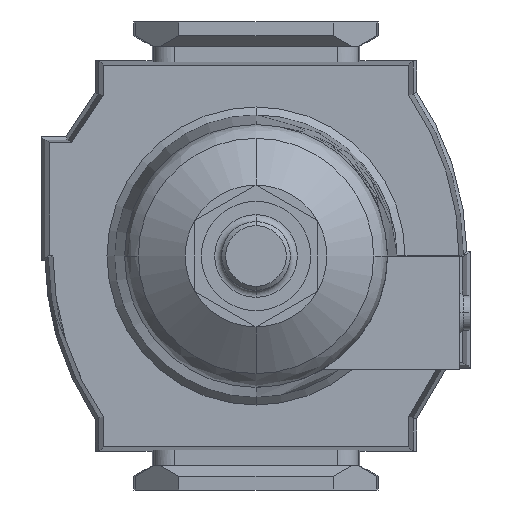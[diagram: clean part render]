
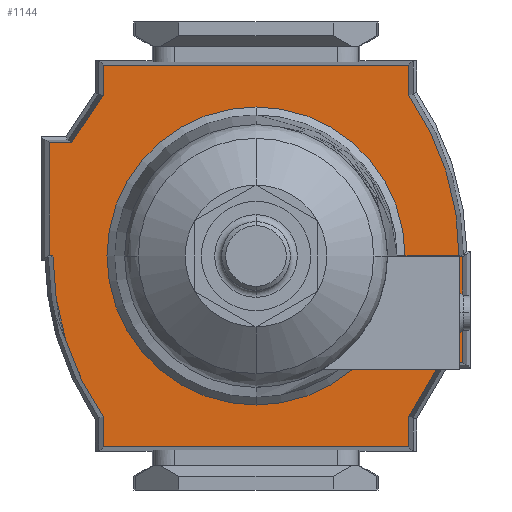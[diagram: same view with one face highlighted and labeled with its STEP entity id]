
A CAD part, front view. The second image highlights one B-rep face of the part: STEP entity #1144.
In plain terms, the highlighted planar face has unit normal (0, -1, 0).
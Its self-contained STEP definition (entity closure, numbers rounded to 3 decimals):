
#43 = CARTESIAN_POINT ( 'NONE',  ( 0., -38.5, -11.6 ) ) ;
#246 = ORIENTED_EDGE ( 'NONE', *, *, #3637, .F. ) ;
#286 = CARTESIAN_POINT ( 'NONE',  ( 27.75, -38.5, 22.2 ) ) ;
#334 = LINE ( 'NONE', #8017, #4588 ) ;
#389 = CARTESIAN_POINT ( 'NONE',  ( -27.75, -38.5, -22.2 ) ) ;
#404 = LINE ( 'NONE', #4704, #2037 ) ;
#442 = EDGE_CURVE ( 'NONE', #3020, #7709, #3744, .T. ) ;
#443 = EDGE_CURVE ( 'NONE', #5036, #6679, #7198, .T. ) ;
#465 = CARTESIAN_POINT ( 'NONE',  ( -15.5, -38.5, -26.8 ) ) ;
#521 = DIRECTION ( 'NONE',  ( -1., 0., 0. ) ) ;
#523 = ORIENTED_EDGE ( 'NONE', *, *, #3524, .F. ) ;
#673 = ORIENTED_EDGE ( 'NONE', *, *, #3778, .F. ) ;
#781 = CARTESIAN_POINT ( 'NONE',  ( 16.5, -38.5, 30. ) ) ;
#841 = CARTESIAN_POINT ( 'NONE',  ( -15.5, -38.5, -26.8 ) ) ;
#891 = VECTOR ( 'NONE', #6285, 1000. ) ;
#982 = CARTESIAN_POINT ( 'NONE',  ( 0.1, -38.5, 29.5 ) ) ;
#1017 = DIRECTION ( 'NONE',  ( 0., 1., 0. ) ) ;
#1049 = VERTEX_POINT ( 'NONE', #2038 ) ;
#1062 = VECTOR ( 'NONE', #6785, 1000. ) ;
#1133 = LINE ( 'NONE', #465, #1220 ) ;
#1144 = ADVANCED_FACE ( 'NONE', ( #3581 ), #4429, .T. ) ;
#1146 = CARTESIAN_POINT ( 'NONE',  ( 27.75, -38.5, 22.2 ) ) ;
#1220 = VECTOR ( 'NONE', #6113, 1000. ) ;
#1489 = CARTESIAN_POINT ( 'NONE',  ( -27.75, -38.5, -22.2 ) ) ;
#1574 = EDGE_CURVE ( 'NONE', #6679, #2727, #2941, .T. ) ;
#1660 = DIRECTION ( 'NONE',  ( 0., 0., 1. ) ) ;
#1674 = EDGE_CURVE ( 'NONE', #7854, #2432, #8986, .T. ) ;
#1770 = DIRECTION ( 'NONE',  ( 1., 0., 0. ) ) ;
#1774 = VECTOR ( 'NONE', #5261, 1000. ) ;
#1834 = VERTEX_POINT ( 'NONE', #2383 ) ;
#1849 = VECTOR ( 'NONE', #6480, 1000. ) ;
#1869 = DIRECTION ( 'NONE',  ( 1., 0., 0. ) ) ;
#1889 = CARTESIAN_POINT ( 'NONE',  ( -15.5, -38.5, -30. ) ) ;
#1910 = ORIENTED_EDGE ( 'NONE', *, *, #443, .F. ) ;
#2037 = VECTOR ( 'NONE', #3157, 1000. ) ;
#2038 = CARTESIAN_POINT ( 'NONE',  ( 0.1, -38.5, 30. ) ) ;
#2243 = EDGE_CURVE ( 'NONE', #5001, #5036, #1133, .T. ) ;
#2248 = DIRECTION ( 'NONE',  ( 0., 0., -1. ) ) ;
#2276 = DIRECTION ( 'NONE',  ( 0., -1., 0. ) ) ;
#2311 = EDGE_CURVE ( 'NONE', #2727, #4864, #4993, .T. ) ;
#2354 = VERTEX_POINT ( 'NONE', #982 ) ;
#2358 = DIRECTION ( 'NONE',  ( 0., 0., -1. ) ) ;
#2361 = CARTESIAN_POINT ( 'NONE',  ( -27.75, -38.5, 22.2 ) ) ;
#2383 = CARTESIAN_POINT ( 'NONE',  ( 16.5, -38.5, 30. ) ) ;
#2403 = ORIENTED_EDGE ( 'NONE', *, *, #4220, .F. ) ;
#2432 = VERTEX_POINT ( 'NONE', #6355 ) ;
#2603 = AXIS2_PLACEMENT_3D ( 'NONE', #43, #3579, #6398 ) ;
#2624 = DIRECTION ( 'NONE',  ( 0., 0., -1. ) ) ;
#2639 = CARTESIAN_POINT ( 'NONE',  ( -27.75, -38.5, 22.2 ) ) ;
#2668 = LINE ( 'NONE', #6062, #6602 ) ;
#2727 = VERTEX_POINT ( 'NONE', #389 ) ;
#2735 = EDGE_CURVE ( 'NONE', #7981, #7854, #6205, .T. ) ;
#2819 = CARTESIAN_POINT ( 'NONE',  ( -0.1, -38.5, -29.5 ) ) ;
#2941 = LINE ( 'NONE', #1489, #6364 ) ;
#3020 = VERTEX_POINT ( 'NONE', #6291 ) ;
#3157 = DIRECTION ( 'NONE',  ( 0., 0., 1. ) ) ;
#3223 = VERTEX_POINT ( 'NONE', #8037 ) ;
#3423 = LINE ( 'NONE', #781, #891 ) ;
#3524 = EDGE_CURVE ( 'NONE', #4529, #3020, #4660, .T. ) ;
#3579 = DIRECTION ( 'NONE',  ( 0., 1., 0. ) ) ;
#3581 = FACE_OUTER_BOUND ( 'NONE', #8329, .T. ) ;
#3637 = EDGE_CURVE ( 'NONE', #6614, #7095, #5075, .T. ) ;
#3744 = LINE ( 'NONE', #1146, #7682 ) ;
#3778 = EDGE_CURVE ( 'NONE', #7095, #2354, #6555, .T. ) ;
#3840 = DIRECTION ( 'NONE',  ( 0., 1., 0. ) ) ;
#3889 = ORIENTED_EDGE ( 'NONE', *, *, #6342, .F. ) ;
#3906 = CARTESIAN_POINT ( 'NONE',  ( 0., -38.5, 11.6 ) ) ;
#3963 = CARTESIAN_POINT ( 'NONE',  ( -0.1, -38.5, -30. ) ) ;
#4072 = CARTESIAN_POINT ( 'NONE',  ( 23.383, -38.5, -22.2 ) ) ;
#4089 = CARTESIAN_POINT ( 'NONE',  ( 16.5, -38.5, 26.8 ) ) ;
#4093 = VECTOR ( 'NONE', #521, 1000. ) ;
#4213 = ORIENTED_EDGE ( 'NONE', *, *, #1674, .F. ) ;
#4220 = EDGE_CURVE ( 'NONE', #4864, #6614, #334, .T. ) ;
#4270 = LINE ( 'NONE', #4312, #6895 ) ;
#4305 = ORIENTED_EDGE ( 'NONE', *, *, #1574, .F. ) ;
#4312 = CARTESIAN_POINT ( 'NONE',  ( 27.75, -38.5, -22.2 ) ) ;
#4429 = PLANE ( 'NONE',  #7640 ) ;
#4529 = VERTEX_POINT ( 'NONE', #4089 ) ;
#4588 = VECTOR ( 'NONE', #1770, 1000. ) ;
#4636 = EDGE_CURVE ( 'NONE', #2354, #1049, #404, .T. ) ;
#4660 = LINE ( 'NONE', #7347, #7280 ) ;
#4704 = CARTESIAN_POINT ( 'NONE',  ( 0.1, -38.5, 30. ) ) ;
#4763 = LINE ( 'NONE', #7568, #4093 ) ;
#4825 = CARTESIAN_POINT ( 'NONE',  ( -23.35, -38.5, -22.2 ) ) ;
#4864 = VERTEX_POINT ( 'NONE', #2639 ) ;
#4993 = LINE ( 'NONE', #2361, #5450 ) ;
#5001 = VERTEX_POINT ( 'NONE', #7119 ) ;
#5036 = VERTEX_POINT ( 'NONE', #841 ) ;
#5075 = CIRCLE ( 'NONE', #7988, 41.1 ) ;
#5261 = DIRECTION ( 'NONE',  ( -1., 0., 0. ) ) ;
#5434 = CARTESIAN_POINT ( 'NONE',  ( -23.383, -38.5, 22.2 ) ) ;
#5450 = VECTOR ( 'NONE', #7797, 1000. ) ;
#5654 = DIRECTION ( 'NONE',  ( -1., 0., 0. ) ) ;
#5978 = DIRECTION ( 'NONE',  ( 0.831, 0., -0.557 ) ) ;
#6062 = CARTESIAN_POINT ( 'NONE',  ( 16.5, -38.5, 26.8 ) ) ;
#6080 = ORIENTED_EDGE ( 'NONE', *, *, #2243, .F. ) ;
#6113 = DIRECTION ( 'NONE',  ( 0., 0., 1. ) ) ;
#6205 = CIRCLE ( 'NONE', #7943, 41.1 ) ;
#6259 = EDGE_CURVE ( 'NONE', #2432, #5001, #6490, .T. ) ;
#6285 = DIRECTION ( 'NONE',  ( 1., 0., 0. ) ) ;
#6291 = CARTESIAN_POINT ( 'NONE',  ( 23.362, -38.5, 22.2 ) ) ;
#6342 = EDGE_CURVE ( 'NONE', #1834, #4529, #2668, .T. ) ;
#6355 = CARTESIAN_POINT ( 'NONE',  ( -0.1, -38.5, -30. ) ) ;
#6364 = VECTOR ( 'NONE', #5654, 1000. ) ;
#6398 = DIRECTION ( 'NONE',  ( 0., 0., 1. ) ) ;
#6480 = DIRECTION ( 'NONE',  ( -0.863, 0., 0.506 ) ) ;
#6490 = LINE ( 'NONE', #1889, #1774 ) ;
#6526 = CARTESIAN_POINT ( 'NONE',  ( -28.86, -38.5, 31.2 ) ) ;
#6555 = CIRCLE ( 'NONE', #2603, 41.1 ) ;
#6602 = VECTOR ( 'NONE', #2624, 1000. ) ;
#6614 = VERTEX_POINT ( 'NONE', #5434 ) ;
#6632 = ORIENTED_EDGE ( 'NONE', *, *, #7646, .F. ) ;
#6679 = VERTEX_POINT ( 'NONE', #4825 ) ;
#6699 = DIRECTION ( 'NONE',  ( 0., 0., 1. ) ) ;
#6748 = CARTESIAN_POINT ( 'NONE',  ( 0., -38.5, -11.6 ) ) ;
#6785 = DIRECTION ( 'NONE',  ( 0., 0., -1. ) ) ;
#6793 = ORIENTED_EDGE ( 'NONE', *, *, #2311, .F. ) ;
#6895 = VECTOR ( 'NONE', #2248, 1000. ) ;
#6951 = CARTESIAN_POINT ( 'NONE',  ( 0., -38.5, 29.5 ) ) ;
#7044 = ORIENTED_EDGE ( 'NONE', *, *, #2735, .F. ) ;
#7095 = VERTEX_POINT ( 'NONE', #6951 ) ;
#7119 = CARTESIAN_POINT ( 'NONE',  ( -15.5, -38.5, -30. ) ) ;
#7198 = LINE ( 'NONE', #8794, #1849 ) ;
#7280 = VECTOR ( 'NONE', #5978, 1000. ) ;
#7345 = EDGE_CURVE ( 'NONE', #1049, #1834, #3423, .T. ) ;
#7347 = CARTESIAN_POINT ( 'NONE',  ( 23.362, -38.5, 22.2 ) ) ;
#7367 = ORIENTED_EDGE ( 'NONE', *, *, #442, .F. ) ;
#7377 = ORIENTED_EDGE ( 'NONE', *, *, #7345, .F. ) ;
#7568 = CARTESIAN_POINT ( 'NONE',  ( 23.383, -38.5, -22.2 ) ) ;
#7640 = AXIS2_PLACEMENT_3D ( 'NONE', #6526, #2276, #2358 ) ;
#7646 = EDGE_CURVE ( 'NONE', #7709, #3223, #4270, .T. ) ;
#7682 = VECTOR ( 'NONE', #1869, 1000. ) ;
#7709 = VERTEX_POINT ( 'NONE', #286 ) ;
#7797 = DIRECTION ( 'NONE',  ( 0., 0., 1. ) ) ;
#7854 = VERTEX_POINT ( 'NONE', #2819 ) ;
#7896 = EDGE_CURVE ( 'NONE', #3223, #7981, #4763, .T. ) ;
#7943 = AXIS2_PLACEMENT_3D ( 'NONE', #3906, #1017, #1660 ) ;
#7981 = VERTEX_POINT ( 'NONE', #4072 ) ;
#7988 = AXIS2_PLACEMENT_3D ( 'NONE', #6748, #3840, #6699 ) ;
#8017 = CARTESIAN_POINT ( 'NONE',  ( -23.383, -38.5, 22.2 ) ) ;
#8037 = CARTESIAN_POINT ( 'NONE',  ( 27.75, -38.5, -22.2 ) ) ;
#8324 = ORIENTED_EDGE ( 'NONE', *, *, #4636, .F. ) ;
#8329 = EDGE_LOOP ( 'NONE', ( #4305, #1910, #6080, #8644, #4213, #7044, #8514, #6632, #7367, #523, #3889, #7377, #8324, #673, #246, #2403, #6793 ) ) ;
#8514 = ORIENTED_EDGE ( 'NONE', *, *, #7896, .F. ) ;
#8644 = ORIENTED_EDGE ( 'NONE', *, *, #6259, .F. ) ;
#8794 = CARTESIAN_POINT ( 'NONE',  ( -23.35, -38.5, -22.2 ) ) ;
#8986 = LINE ( 'NONE', #3963, #1062 ) ;
